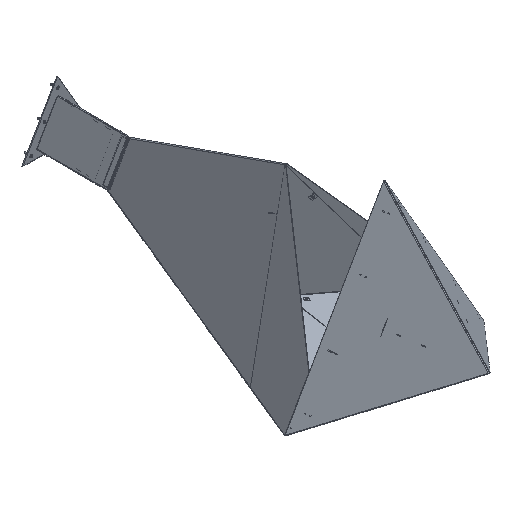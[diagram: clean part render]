
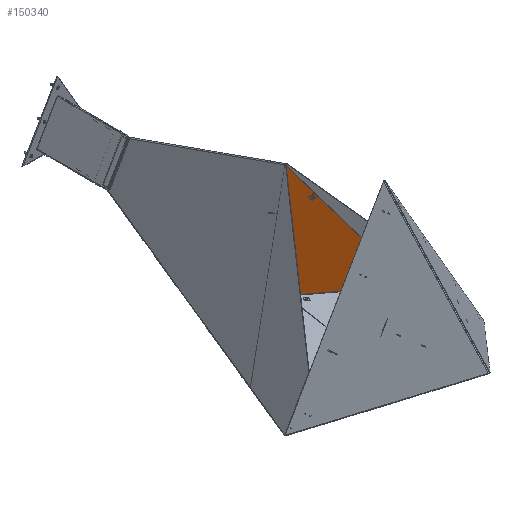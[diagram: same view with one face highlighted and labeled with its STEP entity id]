
A CAD part, isometric view. The second image highlights one B-rep face of the part: STEP entity #150340.
In plain terms, the highlighted planar face has unit normal (-0.505, -0.863, 0).
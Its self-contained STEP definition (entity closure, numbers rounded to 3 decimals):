
#2432 = CIRCLE ( 'NONE', #112152, 4. ) ;
#7928 = ORIENTED_EDGE ( 'NONE', *, *, #112268, .F. ) ;
#10367 = DIRECTION ( 'NONE',  ( 0., 0., 1. ) ) ;
#12935 = PLANE ( 'NONE',  #116495 ) ;
#24109 = CARTESIAN_POINT ( 'NONE',  ( 1.262, 296.945, 780. ) ) ;
#24200 = CARTESIAN_POINT ( 'NONE',  ( 1.262, 296.945, 776.546 ) ) ;
#25934 = VECTOR ( 'NONE', #10367, 1000. ) ;
#27304 = CIRCLE ( 'NONE', #143325, 2. ) ;
#31160 = ORIENTED_EDGE ( 'NONE', *, *, #51250, .F. ) ;
#31830 = DIRECTION ( 'NONE',  ( 0.863, -0.505, 0. ) ) ;
#35307 = VECTOR ( 'NONE', #41085, 1000. ) ;
#36949 = VERTEX_POINT ( 'NONE', #104928 ) ;
#40456 = FACE_OUTER_BOUND ( 'NONE', #84436, .T. ) ;
#41085 = DIRECTION ( 'NONE',  ( -0.86, 0.503, 0.089 ) ) ;
#41276 = CARTESIAN_POINT ( 'NONE',  ( 376.567, 77.469, 29.067 ) ) ;
#42116 = EDGE_CURVE ( 'NONE', #36949, #175152, #27304, .T. ) ;
#51250 = EDGE_CURVE ( 'NONE', #139533, #175152, #105480, .T. ) ;
#56216 = AXIS2_PLACEMENT_3D ( 'NONE', #98699, #99658, #158547 ) ;
#59033 = CARTESIAN_POINT ( 'NONE',  ( -1.01, 298.274, 780. ) ) ;
#61070 = VECTOR ( 'NONE', #132000, 1000. ) ;
#69725 = VERTEX_POINT ( 'NONE', #41276 ) ;
#72961 = CARTESIAN_POINT ( 'NONE',  ( 1.262, 296.945, 52.888 ) ) ;
#74765 = ORIENTED_EDGE ( 'NONE', *, *, #42116, .T. ) ;
#81162 = ORIENTED_EDGE ( 'NONE', *, *, #131458, .F. ) ;
#84436 = EDGE_LOOP ( 'NONE', ( #160526, #74765, #31160, #187666 ) ) ;
#86862 = LINE ( 'NONE', #24109, #25934 ) ;
#92655 = CARTESIAN_POINT ( 'NONE',  ( 508.244, 0.464, 2.396 ) ) ;
#98699 = CARTESIAN_POINT ( 'NONE',  ( 373.114, 79.488, 29.067 ) ) ;
#99658 = DIRECTION ( 'NONE',  ( -0.505, -0.863, 0. ) ) ;
#102568 = VERTEX_POINT ( 'NONE', #162432 ) ;
#104928 = CARTESIAN_POINT ( 'NONE',  ( 508.09, 0.554, 0.404 ) ) ;
#105480 = LINE ( 'NONE', #135876, #61070 ) ;
#110772 = EDGE_LOOP ( 'NONE', ( #7928 ) ) ;
#112152 = AXIS2_PLACEMENT_3D ( 'NONE', #141676, #172039, #174943 ) ;
#112268 = EDGE_CURVE ( 'NONE', #69725, #69725, #112671, .T. ) ;
#112671 = CIRCLE ( 'NONE', #56216, 4. ) ;
#116495 = AXIS2_PLACEMENT_3D ( 'NONE', #59033, #129720, #191471 ) ;
#121319 = EDGE_CURVE ( 'NONE', #176235, #139533, #86862, .T. ) ;
#128411 = CARTESIAN_POINT ( 'NONE',  ( -56.655, 330.814, 58.886 ) ) ;
#129720 = DIRECTION ( 'NONE',  ( -0.505, -0.863, 0. ) ) ;
#131458 = EDGE_CURVE ( 'NONE', #102568, #102568, #2432, .T. ) ;
#132000 = DIRECTION ( 'NONE',  ( 0.523, -0.306, -0.795 ) ) ;
#135876 = CARTESIAN_POINT ( 'NONE',  ( -1.01, 298.274, 780. ) ) ;
#139533 = VERTEX_POINT ( 'NONE', #24200 ) ;
#141676 = CARTESIAN_POINT ( 'NONE',  ( 108.043, 234.5, 582.445 ) ) ;
#143325 = AXIS2_PLACEMENT_3D ( 'NONE', #92655, #166244, #31830 ) ;
#146080 = LINE ( 'NONE', #128411, #35307 ) ;
#150340 = ADVANCED_FACE ( 'NONE', ( #177744, #193417, #40456 ), #12935, .T. ) ;
#151835 = EDGE_LOOP ( 'NONE', ( #81162 ) ) ;
#158547 = DIRECTION ( 'NONE',  ( 0.863, -0.505, 0. ) ) ;
#160526 = ORIENTED_EDGE ( 'NONE', *, *, #175354, .F. ) ;
#162432 = CARTESIAN_POINT ( 'NONE',  ( 111.495, 232.481, 582.445 ) ) ;
#166244 = DIRECTION ( 'NONE',  ( -0.505, -0.863, 0. ) ) ;
#172039 = DIRECTION ( 'NONE',  ( -0.505, -0.863, 0. ) ) ;
#174943 = DIRECTION ( 'NONE',  ( 0.863, -0.505, 0. ) ) ;
#175152 = VERTEX_POINT ( 'NONE', #177757 ) ;
#175354 = EDGE_CURVE ( 'NONE', #36949, #176235, #146080, .T. ) ;
#176235 = VERTEX_POINT ( 'NONE', #72961 ) ;
#177744 = FACE_BOUND ( 'NONE', #110772, .T. ) ;
#177757 = CARTESIAN_POINT ( 'NONE',  ( 509.617, -0.339, 3.608 ) ) ;
#187666 = ORIENTED_EDGE ( 'NONE', *, *, #121319, .F. ) ;
#191471 = DIRECTION ( 'NONE',  ( 0.863, -0.505, 0. ) ) ;
#193417 = FACE_BOUND ( 'NONE', #151835, .T. ) ;
